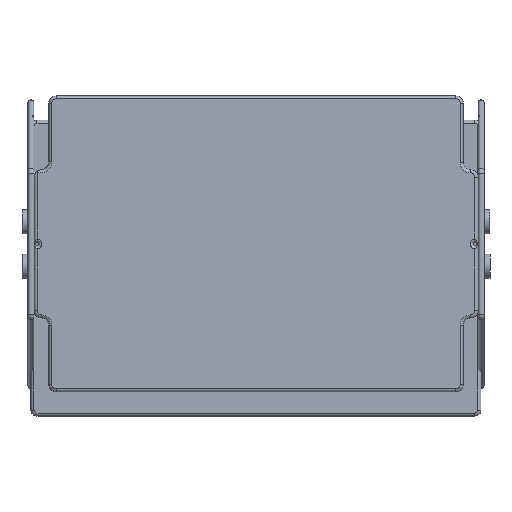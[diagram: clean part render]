
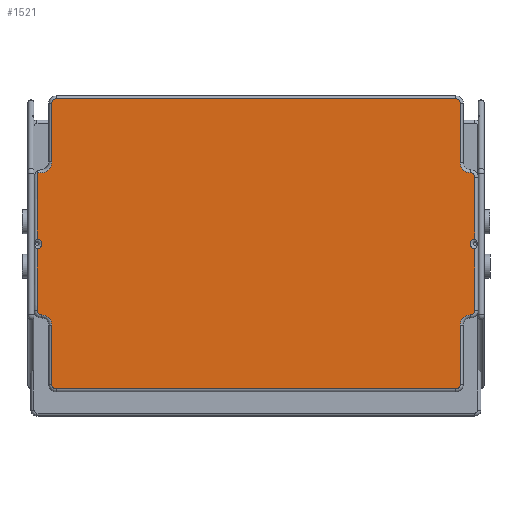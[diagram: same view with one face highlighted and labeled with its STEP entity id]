
A CAD part, top view. The second image highlights one B-rep face of the part: STEP entity #1521.
In plain terms, the highlighted planar face has unit normal (0, 0, 1).
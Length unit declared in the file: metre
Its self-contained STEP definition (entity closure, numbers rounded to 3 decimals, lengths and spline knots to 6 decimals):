
#95=LINE('',#2758,#158);
#96=LINE('',#2762,#159);
#97=LINE('',#2766,#160);
#98=LINE('',#2770,#161);
#99=LINE('',#2774,#162);
#100=LINE('',#2778,#163);
#101=LINE('',#2782,#164);
#102=LINE('',#2786,#165);
#103=LINE('',#2790,#166);
#104=LINE('',#2794,#167);
#105=LINE('',#2798,#168);
#106=LINE('',#2802,#169);
#107=LINE('',#2806,#170);
#158=VECTOR('',#2194,1.);
#159=VECTOR('',#2197,1.);
#160=VECTOR('',#2200,1.);
#161=VECTOR('',#2203,1.);
#162=VECTOR('',#2206,1.);
#163=VECTOR('',#2209,1.);
#164=VECTOR('',#2212,1.);
#165=VECTOR('',#2215,1.);
#166=VECTOR('',#2218,1.);
#167=VECTOR('',#2221,1.);
#168=VECTOR('',#2224,1.);
#169=VECTOR('',#2227,1.);
#170=VECTOR('',#2230,1.);
#238=PLANE('',#1757);
#505=ORIENTED_EDGE('',*,*,#834,.T.);
#506=ORIENTED_EDGE('',*,*,#835,.T.);
#507=ORIENTED_EDGE('',*,*,#836,.T.);
#508=ORIENTED_EDGE('',*,*,#837,.T.);
#509=ORIENTED_EDGE('',*,*,#838,.T.);
#510=ORIENTED_EDGE('',*,*,#839,.T.);
#511=ORIENTED_EDGE('',*,*,#840,.T.);
#512=ORIENTED_EDGE('',*,*,#841,.T.);
#513=ORIENTED_EDGE('',*,*,#842,.T.);
#514=ORIENTED_EDGE('',*,*,#843,.T.);
#515=ORIENTED_EDGE('',*,*,#844,.T.);
#516=ORIENTED_EDGE('',*,*,#845,.T.);
#517=ORIENTED_EDGE('',*,*,#846,.T.);
#518=ORIENTED_EDGE('',*,*,#847,.T.);
#519=ORIENTED_EDGE('',*,*,#848,.T.);
#520=ORIENTED_EDGE('',*,*,#849,.T.);
#521=ORIENTED_EDGE('',*,*,#850,.T.);
#522=ORIENTED_EDGE('',*,*,#851,.T.);
#523=ORIENTED_EDGE('',*,*,#852,.T.);
#524=ORIENTED_EDGE('',*,*,#853,.T.);
#525=ORIENTED_EDGE('',*,*,#854,.T.);
#526=ORIENTED_EDGE('',*,*,#855,.T.);
#527=ORIENTED_EDGE('',*,*,#856,.T.);
#528=ORIENTED_EDGE('',*,*,#857,.T.);
#529=ORIENTED_EDGE('',*,*,#858,.T.);
#530=ORIENTED_EDGE('',*,*,#859,.T.);
#834=EDGE_CURVE('',#1030,#1031,#1168,.F.);
#835=EDGE_CURVE('',#1031,#1032,#95,.T.);
#836=EDGE_CURVE('',#1032,#1033,#1169,.T.);
#837=EDGE_CURVE('',#1033,#1034,#96,.F.);
#838=EDGE_CURVE('',#1034,#1035,#1170,.F.);
#839=EDGE_CURVE('',#1035,#1036,#97,.F.);
#840=EDGE_CURVE('',#1036,#1037,#1171,.T.);
#841=EDGE_CURVE('',#1037,#1038,#98,.F.);
#842=EDGE_CURVE('',#1038,#1039,#1172,.T.);
#843=EDGE_CURVE('',#1039,#1040,#99,.T.);
#844=EDGE_CURVE('',#1040,#1041,#1173,.F.);
#845=EDGE_CURVE('',#1041,#1042,#100,.T.);
#846=EDGE_CURVE('',#1042,#1043,#1174,.T.);
#847=EDGE_CURVE('',#1043,#1044,#101,.F.);
#848=EDGE_CURVE('',#1044,#1045,#1175,.F.);
#849=EDGE_CURVE('',#1045,#1046,#102,.F.);
#850=EDGE_CURVE('',#1046,#1047,#1176,.T.);
#851=EDGE_CURVE('',#1047,#1048,#103,.T.);
#852=EDGE_CURVE('',#1048,#1049,#1177,.F.);
#853=EDGE_CURVE('',#1049,#1050,#104,.F.);
#854=EDGE_CURVE('',#1050,#1051,#1178,.T.);
#855=EDGE_CURVE('',#1051,#1052,#105,.T.);
#856=EDGE_CURVE('',#1052,#1053,#1179,.T.);
#857=EDGE_CURVE('',#1053,#1054,#106,.T.);
#858=EDGE_CURVE('',#1054,#1055,#1180,.F.);
#859=EDGE_CURVE('',#1055,#1030,#107,.T.);
#1030=VERTEX_POINT('',#2756);
#1031=VERTEX_POINT('',#2757);
#1032=VERTEX_POINT('',#2759);
#1033=VERTEX_POINT('',#2761);
#1034=VERTEX_POINT('',#2763);
#1035=VERTEX_POINT('',#2765);
#1036=VERTEX_POINT('',#2767);
#1037=VERTEX_POINT('',#2769);
#1038=VERTEX_POINT('',#2771);
#1039=VERTEX_POINT('',#2773);
#1040=VERTEX_POINT('',#2775);
#1041=VERTEX_POINT('',#2777);
#1042=VERTEX_POINT('',#2779);
#1043=VERTEX_POINT('',#2781);
#1044=VERTEX_POINT('',#2783);
#1045=VERTEX_POINT('',#2785);
#1046=VERTEX_POINT('',#2787);
#1047=VERTEX_POINT('',#2789);
#1048=VERTEX_POINT('',#2791);
#1049=VERTEX_POINT('',#2793);
#1050=VERTEX_POINT('',#2795);
#1051=VERTEX_POINT('',#2797);
#1052=VERTEX_POINT('',#2799);
#1053=VERTEX_POINT('',#2801);
#1054=VERTEX_POINT('',#2803);
#1055=VERTEX_POINT('',#2805);
#1168=CIRCLE('',#1758,0.004);
#1169=CIRCLE('',#1759,0.0035);
#1170=CIRCLE('',#1760,0.0085);
#1171=CIRCLE('',#1761,0.0035);
#1172=CIRCLE('',#1762,0.0035);
#1173=CIRCLE('',#1763,0.0085);
#1174=CIRCLE('',#1764,0.0035);
#1175=CIRCLE('',#1765,0.004);
#1176=CIRCLE('',#1766,0.0035);
#1177=CIRCLE('',#1767,0.0085);
#1178=CIRCLE('',#1768,0.0035);
#1179=CIRCLE('',#1769,0.0035);
#1180=CIRCLE('',#1770,0.00926);
#1302=EDGE_LOOP('',(#505,#506,#507,#508,#509,#510,#511,#512,#513,#514,#515,
#516,#517,#518,#519,#520,#521,#522,#523,#524,#525,#526,#527,#528,#529,#530));
#1408=FACE_BOUND('',#1302,.T.);
#1521=ADVANCED_FACE('',(#1408),#238,.T.);
#1757=AXIS2_PLACEMENT_3D('',#2754,#2190,#2191);
#1758=AXIS2_PLACEMENT_3D('',#2755,#2192,#2193);
#1759=AXIS2_PLACEMENT_3D('',#2760,#2195,#2196);
#1760=AXIS2_PLACEMENT_3D('',#2764,#2198,#2199);
#1761=AXIS2_PLACEMENT_3D('',#2768,#2201,#2202);
#1762=AXIS2_PLACEMENT_3D('',#2772,#2204,#2205);
#1763=AXIS2_PLACEMENT_3D('',#2776,#2207,#2208);
#1764=AXIS2_PLACEMENT_3D('',#2780,#2210,#2211);
#1765=AXIS2_PLACEMENT_3D('',#2784,#2213,#2214);
#1766=AXIS2_PLACEMENT_3D('',#2788,#2216,#2217);
#1767=AXIS2_PLACEMENT_3D('',#2792,#2219,#2220);
#1768=AXIS2_PLACEMENT_3D('',#2796,#2222,#2223);
#1769=AXIS2_PLACEMENT_3D('',#2800,#2225,#2226);
#1770=AXIS2_PLACEMENT_3D('',#2804,#2228,#2229);
#2190=DIRECTION('',(0.,0.,1.));
#2191=DIRECTION('',(1.,0.,0.));
#2192=DIRECTION('',(0.,0.,1.));
#2193=DIRECTION('',(1.,0.,0.));
#2194=DIRECTION('',(0.,-1.,0.));
#2195=DIRECTION('',(0.,0.,1.));
#2196=DIRECTION('',(1.,0.,0.));
#2197=DIRECTION('',(-1.,0.,0.));
#2198=DIRECTION('',(0.,0.,1.));
#2199=DIRECTION('',(1.,0.,0.));
#2200=DIRECTION('',(0.,1.,0.));
#2201=DIRECTION('',(0.,0.,1.));
#2202=DIRECTION('',(1.,0.,0.));
#2203=DIRECTION('',(-1.,0.,0.));
#2204=DIRECTION('',(0.,0.,1.));
#2205=DIRECTION('',(1.,0.,0.));
#2206=DIRECTION('',(0.,1.,0.));
#2207=DIRECTION('',(0.,0.,1.));
#2208=DIRECTION('',(1.,0.,0.));
#2209=DIRECTION('',(1.,0.,0.));
#2210=DIRECTION('',(0.,0.,1.));
#2211=DIRECTION('',(1.,0.,0.));
#2212=DIRECTION('',(0.,-1.,0.));
#2213=DIRECTION('',(0.,0.,1.));
#2214=DIRECTION('',(1.,0.,0.));
#2215=DIRECTION('',(0.,-1.,0.));
#2216=DIRECTION('',(0.,0.,1.));
#2217=DIRECTION('',(1.,0.,0.));
#2218=DIRECTION('',(-1.,0.,0.));
#2219=DIRECTION('',(0.,0.,1.));
#2220=DIRECTION('',(1.,0.,0.));
#2221=DIRECTION('',(0.,-1.,0.));
#2222=DIRECTION('',(0.,0.,1.));
#2223=DIRECTION('',(1.,0.,0.));
#2224=DIRECTION('',(-1.,0.,0.));
#2225=DIRECTION('',(0.,0.,1.));
#2226=DIRECTION('',(1.,0.,0.));
#2227=DIRECTION('',(0.,-1.,0.));
#2228=DIRECTION('',(0.,0.,1.));
#2229=DIRECTION('',(1.,0.,0.));
#2230=DIRECTION('',(0.,-1.,0.));
#2754=CARTESIAN_POINT('',(0.,0.,0.));
#2755=CARTESIAN_POINT('',(-0.182525,0.,0.));
#2756=CARTESIAN_POINT('',(-0.1825,0.004,0.));
#2757=CARTESIAN_POINT('',(-0.1825,-0.004,0.));
#2758=CARTESIAN_POINT('',(-0.1825,0.,0.));
#2759=CARTESIAN_POINT('',(-0.1825,-0.055667,0.));
#2760=CARTESIAN_POINT('',(-0.179,-0.055667,0.));
#2761=CARTESIAN_POINT('',(-0.179,-0.059167,0.));
#2762=CARTESIAN_POINT('',(-0.178667,-0.059167,0.));
#2763=CARTESIAN_POINT('',(-0.178667,-0.059167,0.));
#2764=CARTESIAN_POINT('',(-0.178667,-0.067667,0.));
#2765=CARTESIAN_POINT('',(-0.170167,-0.067667,0.));
#2766=CARTESIAN_POINT('',(-0.170167,-0.117333,0.));
#2767=CARTESIAN_POINT('',(-0.170167,-0.117333,0.));
#2768=CARTESIAN_POINT('',(-0.166667,-0.117333,0.));
#2769=CARTESIAN_POINT('',(-0.166667,-0.120833,0.));
#2770=CARTESIAN_POINT('',(0.166667,-0.120833,0.));
#2771=CARTESIAN_POINT('',(0.166667,-0.120833,0.));
#2772=CARTESIAN_POINT('',(0.166667,-0.117333,0.));
#2773=CARTESIAN_POINT('',(0.170167,-0.117333,0.));
#2774=CARTESIAN_POINT('',(0.170167,0.,0.));
#2775=CARTESIAN_POINT('',(0.170167,-0.067667,0.));
#2776=CARTESIAN_POINT('',(0.178667,-0.067667,0.));
#2777=CARTESIAN_POINT('',(0.178667,-0.059167,0.));
#2778=CARTESIAN_POINT('',(0.,-0.059167,0.));
#2779=CARTESIAN_POINT('',(0.179,-0.059167,0.));
#2780=CARTESIAN_POINT('',(0.179,-0.055667,0.));
#2781=CARTESIAN_POINT('',(0.1825,-0.055667,0.));
#2782=CARTESIAN_POINT('',(0.1825,0.055667,0.));
#2783=CARTESIAN_POINT('',(0.1825,-0.004,0.));
#2784=CARTESIAN_POINT('',(0.182525,0.,0.));
#2785=CARTESIAN_POINT('',(0.1825,0.004,0.));
#2786=CARTESIAN_POINT('',(0.1825,0.055667,0.));
#2787=CARTESIAN_POINT('',(0.1825,0.055667,0.));
#2788=CARTESIAN_POINT('',(0.179,0.055667,0.));
#2789=CARTESIAN_POINT('',(0.179,0.059167,0.));
#2790=CARTESIAN_POINT('',(0.,0.059167,0.));
#2791=CARTESIAN_POINT('',(0.178667,0.059167,0.));
#2792=CARTESIAN_POINT('',(0.178667,0.067667,0.));
#2793=CARTESIAN_POINT('',(0.170167,0.067667,0.));
#2794=CARTESIAN_POINT('',(0.170167,0.117333,0.));
#2795=CARTESIAN_POINT('',(0.170167,0.117333,0.));
#2796=CARTESIAN_POINT('',(0.166667,0.117333,0.));
#2797=CARTESIAN_POINT('',(0.166667,0.120833,0.));
#2798=CARTESIAN_POINT('',(0.,0.120833,0.));
#2799=CARTESIAN_POINT('',(-0.166667,0.120833,0.));
#2800=CARTESIAN_POINT('',(-0.166667,0.117333,0.));
#2801=CARTESIAN_POINT('',(-0.170167,0.117333,0.));
#2802=CARTESIAN_POINT('',(-0.170167,0.,0.));
#2803=CARTESIAN_POINT('',(-0.170167,0.068426,0.));
#2804=CARTESIAN_POINT('',(-0.179426,0.068426,0.));
#2805=CARTESIAN_POINT('',(-0.1825,0.059692,0.));
#2806=CARTESIAN_POINT('',(-0.1825,0.,0.));
